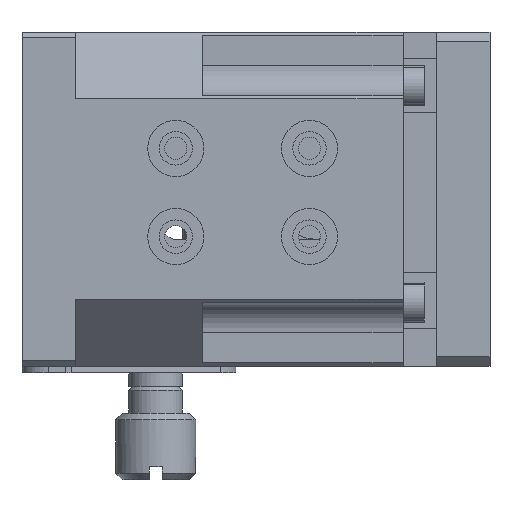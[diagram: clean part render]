
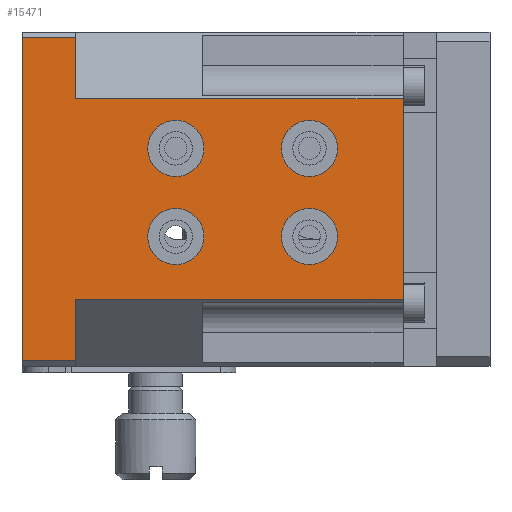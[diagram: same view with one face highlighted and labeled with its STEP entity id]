
A CAD part, left-side view. The second image highlights one B-rep face of the part: STEP entity #15471.
In plain terms, the highlighted planar face has unit normal (-1, 0, 0).
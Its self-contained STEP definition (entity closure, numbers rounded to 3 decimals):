
#85 = CIRCLE ( 'NONE', #4228, 2.1 ) ;
#239 = VECTOR ( 'NONE', #1789, 1000. ) ;
#311 = CIRCLE ( 'NONE', #16127, 2.1 ) ;
#1042 = VERTEX_POINT ( 'NONE', #13465 ) ;
#1195 = FACE_BOUND ( 'NONE', #17609, .T. ) ;
#1356 = CARTESIAN_POINT ( 'NONE',  ( 0., 23.5, -15.3 ) ) ;
#1684 = CARTESIAN_POINT ( 'NONE',  ( 0., 31., -24.58 ) ) ;
#1789 = DIRECTION ( 'NONE',  ( 0., 0., 1. ) ) ;
#1844 = CARTESIAN_POINT ( 'NONE',  ( 0., 13.5, -8.7 ) ) ;
#2440 = CARTESIAN_POINT ( 'NONE',  ( 0., 6.5, -20. ) ) ;
#2521 = DIRECTION ( 'NONE',  ( 0., 0., 1. ) ) ;
#2673 = EDGE_LOOP ( 'NONE', ( #12593 ) ) ;
#2822 = VECTOR ( 'NONE', #5901, 1000. ) ;
#3508 = EDGE_CURVE ( 'NONE', #9548, #9548, #17835, .T. ) ;
#3601 = ORIENTED_EDGE ( 'NONE', *, *, #7726, .T. ) ;
#3647 = ORIENTED_EDGE ( 'NONE', *, *, #3508, .T. ) ;
#3733 = EDGE_CURVE ( 'NONE', #1042, #11007, #12823, .T. ) ;
#3988 = VECTOR ( 'NONE', #11172, 1000. ) ;
#4228 = AXIS2_PLACEMENT_3D ( 'NONE', #4937, #10607, #16189 ) ;
#4856 = ORIENTED_EDGE ( 'NONE', *, *, #16784, .T. ) ;
#4937 = CARTESIAN_POINT ( 'NONE',  ( 0., 23.5, -8.7 ) ) ;
#4969 = CARTESIAN_POINT ( 'NONE',  ( 0., 31., -0.42 ) ) ;
#5082 = ORIENTED_EDGE ( 'NONE', *, *, #10834, .T. ) ;
#5083 = EDGE_CURVE ( 'NONE', #6883, #6883, #85, .T. ) ;
#5332 = VERTEX_POINT ( 'NONE', #16876 ) ;
#5516 = FACE_OUTER_BOUND ( 'NONE', #11207, .T. ) ;
#5901 = DIRECTION ( 'NONE',  ( 0., -1., 0. ) ) ;
#5978 = LINE ( 'NONE', #1684, #2822 ) ;
#6439 = EDGE_LOOP ( 'NONE', ( #3647 ) ) ;
#6536 = LINE ( 'NONE', #13593, #16332 ) ;
#6749 = CARTESIAN_POINT ( 'NONE',  ( 0., 31., -5. ) ) ;
#6779 = VERTEX_POINT ( 'NONE', #6749 ) ;
#6883 = VERTEX_POINT ( 'NONE', #12490 ) ;
#6975 = DIRECTION ( 'NONE',  ( 0., 0., 1. ) ) ;
#7007 = VECTOR ( 'NONE', #13578, 1000. ) ;
#7187 = CARTESIAN_POINT ( 'NONE',  ( 0., 23.5, -13.2 ) ) ;
#7358 = ORIENTED_EDGE ( 'NONE', *, *, #14483, .T. ) ;
#7687 = VERTEX_POINT ( 'NONE', #14256 ) ;
#7713 = DIRECTION ( 'NONE',  ( 0., 0., 1. ) ) ;
#7726 = EDGE_CURVE ( 'NONE', #11007, #5332, #17341, .T. ) ;
#7768 = DIRECTION ( 'NONE',  ( 0., 0., 1. ) ) ;
#7807 = LINE ( 'NONE', #11945, #8718 ) ;
#8121 = VERTEX_POINT ( 'NONE', #8384 ) ;
#8348 = DIRECTION ( 'NONE',  ( 1., 0., 0. ) ) ;
#8384 = CARTESIAN_POINT ( 'NONE',  ( 0., 35., -0.42 ) ) ;
#8588 = EDGE_CURVE ( 'NONE', #12810, #12810, #311, .T. ) ;
#8705 = CARTESIAN_POINT ( 'NONE',  ( 0., 31., -24.58 ) ) ;
#8718 = VECTOR ( 'NONE', #9273, 1000. ) ;
#8848 = ORIENTED_EDGE ( 'NONE', *, *, #10141, .T. ) ;
#9273 = DIRECTION ( 'NONE',  ( 0., 0., 1. ) ) ;
#9293 = CIRCLE ( 'NONE', #13977, 2.1 ) ;
#9518 = ORIENTED_EDGE ( 'NONE', *, *, #8588, .T. ) ;
#9548 = VERTEX_POINT ( 'NONE', #12584 ) ;
#9568 = CARTESIAN_POINT ( 'NONE',  ( 0., 13.5, -15.3 ) ) ;
#9941 = ORIENTED_EDGE ( 'NONE', *, *, #13371, .T. ) ;
#10141 = EDGE_CURVE ( 'NONE', #7687, #8121, #17489, .T. ) ;
#10241 = AXIS2_PLACEMENT_3D ( 'NONE', #8705, #11729, #15579 ) ;
#10407 = LINE ( 'NONE', #16191, #15940 ) ;
#10607 = DIRECTION ( 'NONE',  ( 1., 0., 0. ) ) ;
#10834 = EDGE_CURVE ( 'NONE', #5332, #6779, #15287, .T. ) ;
#10937 = EDGE_LOOP ( 'NONE', ( #14771 ) ) ;
#11007 = VERTEX_POINT ( 'NONE', #2440 ) ;
#11110 = FACE_BOUND ( 'NONE', #10937, .T. ) ;
#11141 = VERTEX_POINT ( 'NONE', #11388 ) ;
#11172 = DIRECTION ( 'NONE',  ( 0., 1., 0. ) ) ;
#11207 = EDGE_LOOP ( 'NONE', ( #7358, #8848, #12190, #4856, #9941, #17299, #3601, #5082 ) ) ;
#11388 = CARTESIAN_POINT ( 'NONE',  ( 0., 31., -24.58 ) ) ;
#11422 = VECTOR ( 'NONE', #12648, 1000. ) ;
#11729 = DIRECTION ( 'NONE',  ( -1., 0., 0. ) ) ;
#11945 = CARTESIAN_POINT ( 'NONE',  ( 0., 35., 0. ) ) ;
#12190 = ORIENTED_EDGE ( 'NONE', *, *, #14584, .F. ) ;
#12490 = CARTESIAN_POINT ( 'NONE',  ( 0., 23.5, -6.6 ) ) ;
#12584 = CARTESIAN_POINT ( 'NONE',  ( 0., 13.5, -13.2 ) ) ;
#12593 = ORIENTED_EDGE ( 'NONE', *, *, #17374, .T. ) ;
#12648 = DIRECTION ( 'NONE',  ( 0., -1., 0. ) ) ;
#12810 = VERTEX_POINT ( 'NONE', #15195 ) ;
#12823 = LINE ( 'NONE', #14282, #11422 ) ;
#13254 = CARTESIAN_POINT ( 'NONE',  ( 0., 6.5, -24.58 ) ) ;
#13371 = EDGE_CURVE ( 'NONE', #11141, #1042, #10407, .T. ) ;
#13465 = CARTESIAN_POINT ( 'NONE',  ( 0., 31., -20. ) ) ;
#13578 = DIRECTION ( 'NONE',  ( 0., 1., 0. ) ) ;
#13593 = CARTESIAN_POINT ( 'NONE',  ( 0., 31., -24.58 ) ) ;
#13865 = PLANE ( 'NONE',  #10241 ) ;
#13977 = AXIS2_PLACEMENT_3D ( 'NONE', #1356, #8348, #6975 ) ;
#14256 = CARTESIAN_POINT ( 'NONE',  ( 0., 31., -0.42 ) ) ;
#14282 = CARTESIAN_POINT ( 'NONE',  ( 0., 31., -20. ) ) ;
#14483 = EDGE_CURVE ( 'NONE', #6779, #7687, #6536, .T. ) ;
#14514 = CARTESIAN_POINT ( 'NONE',  ( 0., 35., -24.58 ) ) ;
#14584 = EDGE_CURVE ( 'NONE', #16751, #8121, #7807, .T. ) ;
#14683 = DIRECTION ( 'NONE',  ( 0., 0., 1. ) ) ;
#14771 = ORIENTED_EDGE ( 'NONE', *, *, #5083, .T. ) ;
#15195 = CARTESIAN_POINT ( 'NONE',  ( 0., 13.5, -6.6 ) ) ;
#15287 = LINE ( 'NONE', #16551, #3988 ) ;
#15471 = ADVANCED_FACE ( 'NONE', ( #5516, #11110, #1195, #17951, #16663 ), #13865, .T. ) ;
#15579 = DIRECTION ( 'NONE',  ( 0., 0., 1. ) ) ;
#15940 = VECTOR ( 'NONE', #7768, 1000. ) ;
#16040 = DIRECTION ( 'NONE',  ( 1., 0., 0. ) ) ;
#16095 = AXIS2_PLACEMENT_3D ( 'NONE', #9568, #16510, #2521 ) ;
#16127 = AXIS2_PLACEMENT_3D ( 'NONE', #1844, #16040, #14683 ) ;
#16189 = DIRECTION ( 'NONE',  ( 0., 0., 1. ) ) ;
#16191 = CARTESIAN_POINT ( 'NONE',  ( 0., 31., -24.58 ) ) ;
#16332 = VECTOR ( 'NONE', #7713, 1000. ) ;
#16510 = DIRECTION ( 'NONE',  ( 1., 0., 0. ) ) ;
#16551 = CARTESIAN_POINT ( 'NONE',  ( 0., 31., -5. ) ) ;
#16663 = FACE_BOUND ( 'NONE', #6439, .T. ) ;
#16751 = VERTEX_POINT ( 'NONE', #14514 ) ;
#16784 = EDGE_CURVE ( 'NONE', #16751, #11141, #5978, .T. ) ;
#16876 = CARTESIAN_POINT ( 'NONE',  ( 0., 6.5, -5. ) ) ;
#17299 = ORIENTED_EDGE ( 'NONE', *, *, #3733, .T. ) ;
#17341 = LINE ( 'NONE', #13254, #239 ) ;
#17374 = EDGE_CURVE ( 'NONE', #18080, #18080, #9293, .T. ) ;
#17489 = LINE ( 'NONE', #4969, #7007 ) ;
#17609 = EDGE_LOOP ( 'NONE', ( #9518 ) ) ;
#17835 = CIRCLE ( 'NONE', #16095, 2.1 ) ;
#17951 = FACE_BOUND ( 'NONE', #2673, .T. ) ;
#18080 = VERTEX_POINT ( 'NONE', #7187 ) ;
